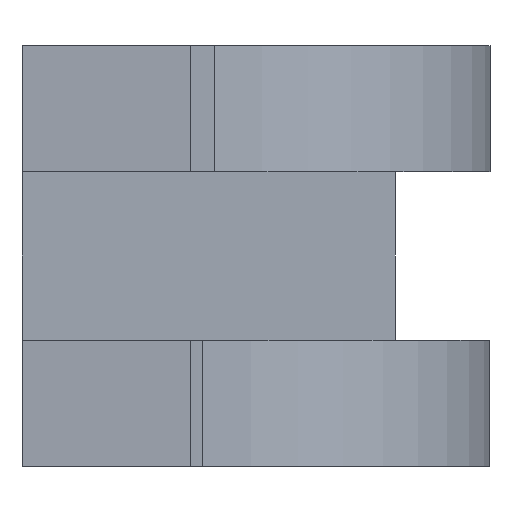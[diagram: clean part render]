
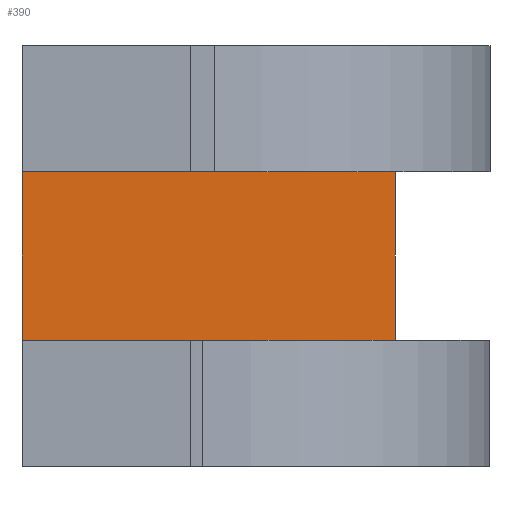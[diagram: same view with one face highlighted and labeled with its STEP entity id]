
A CAD part, left-side view. The second image highlights one B-rep face of the part: STEP entity #390.
In plain terms, the highlighted planar face has unit normal (-1, 0, 0).
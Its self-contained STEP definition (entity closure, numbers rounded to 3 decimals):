
#326=CARTESIAN_POINT('POINT27',(0.338,0.25,0.125));
#327=VERTEX_POINT('VERTEX27',#326);
#334=CARTESIAN_POINT('POINT28',(0.338,-0.304,
   0.125));
#335=VERTEX_POINT('VERTEX28',#334);
#336=CARTESIAN_POINT('POS37',(0.338,-0.304,
   0.125));
#337=DIRECTION('DIR55',(0.,-1.,0.));
#338=VECTOR('VEC19',#337,1.);
#339=LINE('STRAIGHT19',#336,#338);
#340=EDGE_CURVE('EDGE37',#327,#335,#339,.T.);
#360=CARTESIAN_POINT('POINT29',(0.338,0.25,-0.125));
#361=VERTEX_POINT('VERTEX29',#360);
#362=CARTESIAN_POINT('POS40',(0.338,0.25,0.125));
#363=DIRECTION('DIR59',(0.,0.,1.));
#364=VECTOR('VEC21',#363,1.);
#365=LINE('STRAIGHT21',#362,#364);
#366=EDGE_CURVE('EDGE39',#361,#327,#365,.T.);
#367=ORIENTED_EDGE('COEDGE54',*,*,#366,.F.);
#368=CARTESIAN_POINT('POINT30',(0.338,-0.304,
   -0.125));
#369=VERTEX_POINT('VERTEX30',#368);
#370=CARTESIAN_POINT('POS41',(0.338,-0.304,
   -0.125));
#371=DIRECTION('DIR60',(0.,-1.,0.));
#372=VECTOR('VEC22',#371,1.);
#373=LINE('STRAIGHT22',#370,#372);
#374=EDGE_CURVE('EDGE40',#361,#369,#373,.T.);
#375=ORIENTED_EDGE('COEDGE55',*,*,#374,.T.);
#376=CARTESIAN_POINT('POS42',(0.338,-0.304,
   -0.125));
#377=DIRECTION('DIR61',(0.,0.,-1.));
#378=VECTOR('VEC23',#377,1.);
#379=LINE('STRAIGHT23',#376,#378);
#380=EDGE_CURVE('EDGE41',#335,#369,#379,.T.);
#381=ORIENTED_EDGE('COEDGE56',*,*,#380,.F.);
#382=ORIENTED_EDGE('COEDGE57',*,*,#340,.F.);
#383=EDGE_LOOP('NONE',(#367,#375,#381,#382));
#384=FACE_BOUND('LOOP1',#383,.T.);
#385=CARTESIAN_POINT('POS43',(0.338,-0.446,
   0.125));
#386=DIRECTION('DIR62',(1.,0.,0.));
#387=DIRECTION('DIR63',(0.,1.,0.));
#388=AXIS2_PLACEMENT_3D('AXIS20',#385,#386,#387);
#389=PLANE('PLANE4',#388);
#390=ADVANCED_FACE('FACE12',(#384),#389,.F.);
